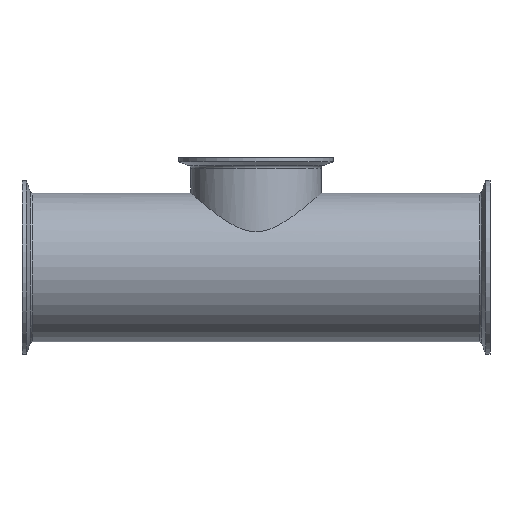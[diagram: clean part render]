
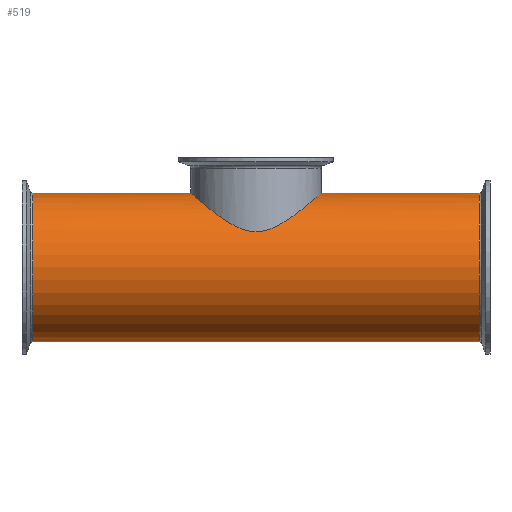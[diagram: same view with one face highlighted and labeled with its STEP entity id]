
A CAD part, front view. The second image highlights one B-rep face of the part: STEP entity #519.
In plain terms, the highlighted cylindrical face has radius 50.8 mm (diameter 101.6 mm), a full revolution.
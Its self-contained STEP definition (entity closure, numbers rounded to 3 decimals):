
#15=B_SPLINE_CURVE_WITH_KNOTS('',3,(#914,#915,#916,#917,#918,#919,#920,
#921,#922,#923,#924,#925,#926,#927,#928,#929,#930,#931),.UNSPECIFIED.,.F.,
 .F.,(4,2,2,2,2,2,2,2,4),(0.,0.953,1.906,2.859,
3.812,4.709,5.606,6.503,7.4),
 .UNSPECIFIED.);
#16=B_SPLINE_CURVE_WITH_KNOTS('',3,(#932,#933,#934,#935,#936,#937,#938,
#939,#940,#941,#942,#943,#944,#945,#946,#947,#948,#949,#950,#951,#952,#953,
#954,#955,#956,#957,#958,#959,#960,#961,#962,#963,#964,#965,#966,#967,#968,
#969,#970,#971,#972,#973,#974,#975,#976,#977,#978,#979,#980,#981),
 .UNSPECIFIED.,.F.,.F.,(4,2,2,2,2,2,2,2,2,2,2,2,2,2,2,2,2,2,2,2,2,2,2,2,
4),(7.4,8.297,9.194,10.091,
10.989,11.942,12.895,13.847,14.8,
15.753,16.706,17.659,18.612,19.509,
20.406,21.304,22.201,23.098,23.995,
24.892,25.789,26.742,27.695,28.648,
29.601),.UNSPECIFIED.);
#19=CYLINDRICAL_SURFACE('',#592,50.8);
#28=FACE_BOUND('',#126,.T.);
#43=LINE('',#911,#59);
#59=VECTOR('',#722,50.8);
#89=FACE_OUTER_BOUND('',#125,.T.);
#125=EDGE_LOOP('',(#378,#379,#380,#381,#382,#383));
#126=EDGE_LOOP('',(#384,#385));
#173=CIRCLE('',#588,50.8);
#174=CIRCLE('',#589,50.8);
#176=CIRCLE('',#593,50.8);
#177=CIRCLE('',#594,50.8);
#228=VERTEX_POINT('',#897);
#229=VERTEX_POINT('',#899);
#231=VERTEX_POINT('',#907);
#232=VERTEX_POINT('',#908);
#233=VERTEX_POINT('',#912);
#234=VERTEX_POINT('',#913);
#283=EDGE_CURVE('',#228,#229,#173,.T.);
#284=EDGE_CURVE('',#229,#228,#174,.T.);
#287=EDGE_CURVE('',#231,#232,#176,.T.);
#288=EDGE_CURVE('',#232,#231,#177,.T.);
#289=EDGE_CURVE('',#232,#229,#43,.T.);
#290=EDGE_CURVE('',#233,#234,#15,.T.);
#291=EDGE_CURVE('',#234,#233,#16,.T.);
#378=ORIENTED_EDGE('',*,*,#287,.F.);
#379=ORIENTED_EDGE('',*,*,#288,.F.);
#380=ORIENTED_EDGE('',*,*,#289,.T.);
#381=ORIENTED_EDGE('',*,*,#283,.F.);
#382=ORIENTED_EDGE('',*,*,#284,.F.);
#383=ORIENTED_EDGE('',*,*,#289,.F.);
#384=ORIENTED_EDGE('',*,*,#290,.T.);
#385=ORIENTED_EDGE('',*,*,#291,.T.);
#519=ADVANCED_FACE('',(#89,#28),#19,.T.);
#588=AXIS2_PLACEMENT_3D('',#900,#707,#708);
#589=AXIS2_PLACEMENT_3D('',#901,#709,#710);
#592=AXIS2_PLACEMENT_3D('',#906,#716,#717);
#593=AXIS2_PLACEMENT_3D('',#909,#718,#719);
#594=AXIS2_PLACEMENT_3D('',#910,#720,#721);
#707=DIRECTION('center_axis',(-1.,0.,0.));
#708=DIRECTION('ref_axis',(0.,0.,-1.));
#709=DIRECTION('center_axis',(-1.,0.,0.));
#710=DIRECTION('ref_axis',(0.,0.,-1.));
#716=DIRECTION('center_axis',(1.,0.,0.));
#717=DIRECTION('ref_axis',(0.,1.,0.));
#718=DIRECTION('center_axis',(1.,0.,0.));
#719=DIRECTION('ref_axis',(0.,0.,-1.));
#720=DIRECTION('center_axis',(1.,0.,0.));
#721=DIRECTION('ref_axis',(0.,0.,-1.));
#722=DIRECTION('',(-1.,0.,0.));
#897=CARTESIAN_POINT('',(-152.583,0.,50.8));
#899=CARTESIAN_POINT('',(-152.583,-50.8,0.));
#900=CARTESIAN_POINT('Origin',(-152.583,0.,0.));
#901=CARTESIAN_POINT('Origin',(-152.583,0.,0.));
#906=CARTESIAN_POINT('Origin',(0.,0.,0.));
#907=CARTESIAN_POINT('',(152.583,0.,-50.8));
#908=CARTESIAN_POINT('',(152.583,-50.8,0.));
#909=CARTESIAN_POINT('Origin',(152.583,0.,0.));
#910=CARTESIAN_POINT('Origin',(152.583,0.,0.));
#911=CARTESIAN_POINT('',(0.,-50.8,0.));
#912=CARTESIAN_POINT('',(0.,-44.55,24.412));
#913=CARTESIAN_POINT('',(-44.55,0.,50.8));
#914=CARTESIAN_POINT('Ctrl Pts',(0.,-44.55,24.412));
#915=CARTESIAN_POINT('Ctrl Pts',(-3.177,-44.55,24.412));
#916=CARTESIAN_POINT('Ctrl Pts',(-6.211,-44.215,25.042));
#917=CARTESIAN_POINT('Ctrl Pts',(-12.024,-42.999,27.076));
#918=CARTESIAN_POINT('Ctrl Pts',(-14.805,-42.117,28.469));
#919=CARTESIAN_POINT('Ctrl Pts',(-20.117,-39.854,31.559));
#920=CARTESIAN_POINT('Ctrl Pts',(-22.644,-38.472,33.256));
#921=CARTESIAN_POINT('Ctrl Pts',(-27.357,-35.276,36.628));
#922=CARTESIAN_POINT('Ctrl Pts',(-29.541,-33.462,38.304));
#923=CARTESIAN_POINT('Ctrl Pts',(-33.347,-29.656,41.312));
#924=CARTESIAN_POINT('Ctrl Pts',(-35.127,-27.547,42.767));
#925=CARTESIAN_POINT('Ctrl Pts',(-38.334,-22.874,45.439));
#926=CARTESIAN_POINT('Ctrl Pts',(-39.763,-20.308,46.655));
#927=CARTESIAN_POINT('Ctrl Pts',(-42.105,-14.854,48.667));
#928=CARTESIAN_POINT('Ctrl Pts',(-43.022,-11.959,49.464));
#929=CARTESIAN_POINT('Ctrl Pts',(-44.244,-6.027,50.531));
#930=CARTESIAN_POINT('Ctrl Pts',(-44.55,-2.99,50.8));
#931=CARTESIAN_POINT('Ctrl Pts',(-44.55,0.,50.8));
#932=CARTESIAN_POINT('Ctrl Pts',(-44.55,0.,50.8));
#933=CARTESIAN_POINT('Ctrl Pts',(-44.55,2.99,50.8));
#934=CARTESIAN_POINT('Ctrl Pts',(-44.244,6.027,50.531));
#935=CARTESIAN_POINT('Ctrl Pts',(-43.022,11.959,49.464));
#936=CARTESIAN_POINT('Ctrl Pts',(-42.105,14.854,48.667));
#937=CARTESIAN_POINT('Ctrl Pts',(-39.763,20.308,46.655));
#938=CARTESIAN_POINT('Ctrl Pts',(-38.334,22.874,45.439));
#939=CARTESIAN_POINT('Ctrl Pts',(-35.127,27.547,42.767));
#940=CARTESIAN_POINT('Ctrl Pts',(-33.347,29.656,41.312));
#941=CARTESIAN_POINT('Ctrl Pts',(-29.541,33.462,38.304));
#942=CARTESIAN_POINT('Ctrl Pts',(-27.357,35.276,36.628));
#943=CARTESIAN_POINT('Ctrl Pts',(-22.644,38.472,33.256));
#944=CARTESIAN_POINT('Ctrl Pts',(-20.117,39.854,31.559));
#945=CARTESIAN_POINT('Ctrl Pts',(-14.805,42.117,28.469));
#946=CARTESIAN_POINT('Ctrl Pts',(-12.024,42.999,27.076));
#947=CARTESIAN_POINT('Ctrl Pts',(-6.211,44.215,25.042));
#948=CARTESIAN_POINT('Ctrl Pts',(-3.177,44.55,24.412));
#949=CARTESIAN_POINT('Ctrl Pts',(3.177,44.55,24.412));
#950=CARTESIAN_POINT('Ctrl Pts',(6.211,44.215,25.042));
#951=CARTESIAN_POINT('Ctrl Pts',(12.024,42.999,27.076));
#952=CARTESIAN_POINT('Ctrl Pts',(14.805,42.117,28.469));
#953=CARTESIAN_POINT('Ctrl Pts',(20.117,39.854,31.559));
#954=CARTESIAN_POINT('Ctrl Pts',(22.644,38.472,33.256));
#955=CARTESIAN_POINT('Ctrl Pts',(27.357,35.276,36.628));
#956=CARTESIAN_POINT('Ctrl Pts',(29.541,33.462,38.304));
#957=CARTESIAN_POINT('Ctrl Pts',(33.347,29.656,41.312));
#958=CARTESIAN_POINT('Ctrl Pts',(35.127,27.547,42.767));
#959=CARTESIAN_POINT('Ctrl Pts',(38.334,22.874,45.439));
#960=CARTESIAN_POINT('Ctrl Pts',(39.763,20.308,46.655));
#961=CARTESIAN_POINT('Ctrl Pts',(42.105,14.854,48.667));
#962=CARTESIAN_POINT('Ctrl Pts',(43.022,11.959,49.464));
#963=CARTESIAN_POINT('Ctrl Pts',(44.244,6.027,50.531));
#964=CARTESIAN_POINT('Ctrl Pts',(44.55,2.99,50.8));
#965=CARTESIAN_POINT('Ctrl Pts',(44.55,-2.99,50.8));
#966=CARTESIAN_POINT('Ctrl Pts',(44.244,-6.027,50.531));
#967=CARTESIAN_POINT('Ctrl Pts',(43.022,-11.959,49.464));
#968=CARTESIAN_POINT('Ctrl Pts',(42.105,-14.854,48.667));
#969=CARTESIAN_POINT('Ctrl Pts',(39.763,-20.308,46.655));
#970=CARTESIAN_POINT('Ctrl Pts',(38.334,-22.874,45.439));
#971=CARTESIAN_POINT('Ctrl Pts',(35.127,-27.547,42.767));
#972=CARTESIAN_POINT('Ctrl Pts',(33.347,-29.656,41.312));
#973=CARTESIAN_POINT('Ctrl Pts',(29.541,-33.462,38.304));
#974=CARTESIAN_POINT('Ctrl Pts',(27.357,-35.276,36.628));
#975=CARTESIAN_POINT('Ctrl Pts',(22.644,-38.472,33.256));
#976=CARTESIAN_POINT('Ctrl Pts',(20.117,-39.854,31.559));
#977=CARTESIAN_POINT('Ctrl Pts',(14.805,-42.117,28.469));
#978=CARTESIAN_POINT('Ctrl Pts',(12.024,-42.999,27.076));
#979=CARTESIAN_POINT('Ctrl Pts',(6.211,-44.215,25.042));
#980=CARTESIAN_POINT('Ctrl Pts',(3.177,-44.55,24.412));
#981=CARTESIAN_POINT('Ctrl Pts',(0.,-44.55,24.412));
